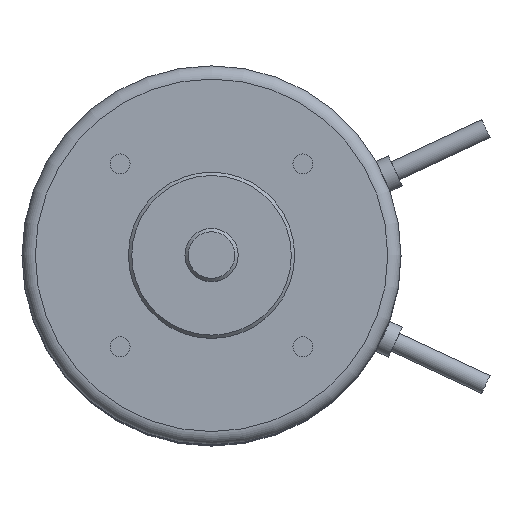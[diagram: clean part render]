
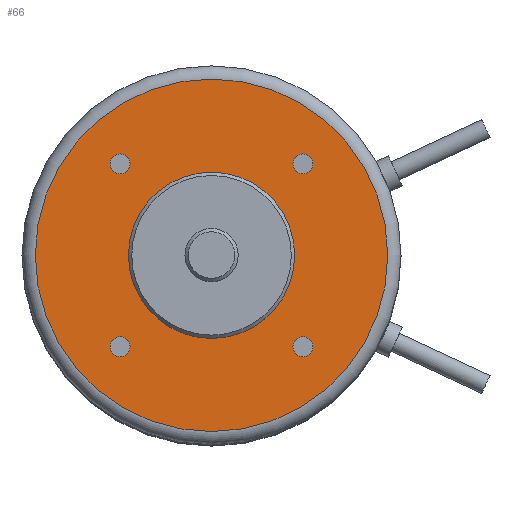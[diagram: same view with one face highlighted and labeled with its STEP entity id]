
A CAD part, top view. The second image highlights one B-rep face of the part: STEP entity #66.
In plain terms, the highlighted planar face has unit normal (0, 0, 1).
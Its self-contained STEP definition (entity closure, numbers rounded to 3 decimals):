
#66 = ADVANCED_FACE( '', ( #165, #166, #167, #168, #169, #170 ), #171, .F. );
#165 = FACE_BOUND( '', #330, .T. );
#166 = FACE_BOUND( '', #331, .T. );
#167 = FACE_BOUND( '', #332, .T. );
#168 = FACE_BOUND( '', #333, .T. );
#169 = FACE_OUTER_BOUND( '', #334, .T. );
#170 = FACE_BOUND( '', #335, .T. );
#171 = PLANE( '', #336 );
#330 = EDGE_LOOP( '', ( #491 ) );
#331 = EDGE_LOOP( '', ( #492 ) );
#332 = EDGE_LOOP( '', ( #493 ) );
#333 = EDGE_LOOP( '', ( #494 ) );
#334 = EDGE_LOOP( '', ( #495 ) );
#335 = EDGE_LOOP( '', ( #496 ) );
#336 = AXIS2_PLACEMENT_3D( '', #497, #498, #499 );
#491 = ORIENTED_EDGE( '', *, *, #726, .F. );
#492 = ORIENTED_EDGE( '', *, *, #727, .F. );
#493 = ORIENTED_EDGE( '', *, *, #728, .F. );
#494 = ORIENTED_EDGE( '', *, *, #724, .F. );
#495 = ORIENTED_EDGE( '', *, *, #729, .T. );
#496 = ORIENTED_EDGE( '', *, *, #730, .F. );
#497 = CARTESIAN_POINT( '', ( -12.5, 0., 0. ) );
#498 = DIRECTION( '', ( 0., 0., -1. ) );
#499 = DIRECTION( '', ( 0., -1., 0. ) );
#724 = EDGE_CURVE( '', #804, #804, #805, .T. );
#726 = EDGE_CURVE( '', #807, #807, #808, .T. );
#727 = EDGE_CURVE( '', #809, #809, #810, .T. );
#728 = EDGE_CURVE( '', #811, #811, #812, .T. );
#729 = EDGE_CURVE( '', #813, #813, #814, .F. );
#730 = EDGE_CURVE( '', #815, #815, #816, .T. );
#804 = VERTEX_POINT( '', #922 );
#805 = CIRCLE( '', #923, 1.5 );
#807 = VERTEX_POINT( '', #925 );
#808 = CIRCLE( '', #926, 1.5 );
#809 = VERTEX_POINT( '', #927 );
#810 = CIRCLE( '', #928, 1.5 );
#811 = VERTEX_POINT( '', #929 );
#812 = CIRCLE( '', #930, 1.5 );
#813 = VERTEX_POINT( '', #931 );
#814 = CIRCLE( '', #932, 26.5 );
#815 = VERTEX_POINT( '', #933 );
#816 = CIRCLE( '', #934, 12.5 );
#922 = CARTESIAN_POINT( '', ( -13.746, 15.246, 0. ) );
#923 = AXIS2_PLACEMENT_3D( '', #1166, #1167, #1168 );
#925 = CARTESIAN_POINT( '', ( 15.246, 13.746, 0. ) );
#926 = AXIS2_PLACEMENT_3D( '', #1169, #1170, #1171 );
#927 = CARTESIAN_POINT( '', ( 13.746, -15.246, 0. ) );
#928 = AXIS2_PLACEMENT_3D( '', #1172, #1173, #1174 );
#929 = CARTESIAN_POINT( '', ( -15.246, -13.746, 0. ) );
#930 = AXIS2_PLACEMENT_3D( '', #1175, #1176, #1177 );
#931 = CARTESIAN_POINT( '', ( 0., -26.5, 0. ) );
#932 = AXIS2_PLACEMENT_3D( '', #1178, #1179, #1180 );
#933 = CARTESIAN_POINT( '', ( 0., 12.5, 0. ) );
#934 = AXIS2_PLACEMENT_3D( '', #1181, #1182, #1183 );
#1166 = CARTESIAN_POINT( '', ( -13.746, 13.746, 0. ) );
#1167 = DIRECTION( '', ( 0., 0., 1. ) );
#1168 = DIRECTION( '', ( 0., 1., 0. ) );
#1169 = CARTESIAN_POINT( '', ( 13.746, 13.746, 0. ) );
#1170 = DIRECTION( '', ( 0., 0., 1. ) );
#1171 = DIRECTION( '', ( 1., 0., 0. ) );
#1172 = CARTESIAN_POINT( '', ( 13.746, -13.746, 0. ) );
#1173 = DIRECTION( '', ( 0., 0., 1. ) );
#1174 = DIRECTION( '', ( 0., -1., 0. ) );
#1175 = CARTESIAN_POINT( '', ( -13.746, -13.746, 0. ) );
#1176 = DIRECTION( '', ( 0., 0., 1. ) );
#1177 = DIRECTION( '', ( -1., 0., 0. ) );
#1178 = CARTESIAN_POINT( '', ( 0., 0., 0. ) );
#1179 = DIRECTION( '', ( 0., 0., -1. ) );
#1180 = DIRECTION( '', ( 0., -1., 0. ) );
#1181 = CARTESIAN_POINT( '', ( 0., 0., 0. ) );
#1182 = DIRECTION( '', ( 0., 0., 1. ) );
#1183 = DIRECTION( '', ( 0., 1., 0. ) );
